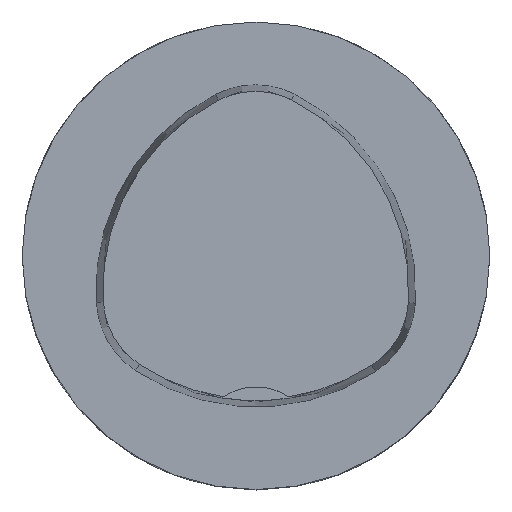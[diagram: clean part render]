
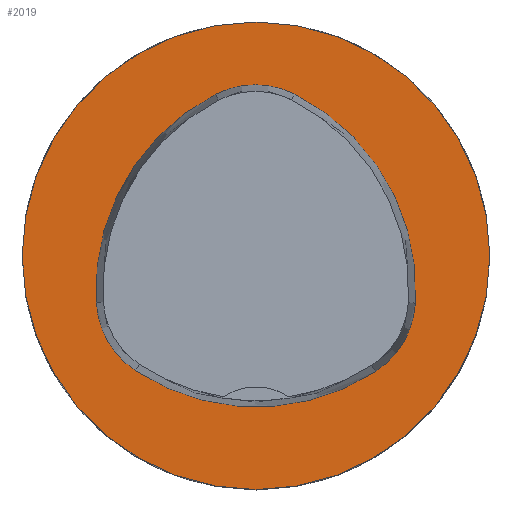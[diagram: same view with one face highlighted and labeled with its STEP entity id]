
A CAD part, top view. The second image highlights one B-rep face of the part: STEP entity #2019.
In plain terms, the highlighted planar face has unit normal (0, 0, 1).
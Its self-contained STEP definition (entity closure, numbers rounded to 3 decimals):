
#56=PLANE('',#6553);
#2019=ADVANCED_FACE('',(#2407,#2408),#56,.T.);
#2407=FACE_BOUND('',#2517,.T.);
#2408=FACE_BOUND('',#2518,.T.);
#2517=EDGE_LOOP('',(#2969,#2970,#2971,#2972,#2973,#2974));
#2518=EDGE_LOOP('',(#2975));
#2969=ORIENTED_EDGE('',*,*,#5434,.T.);
#2970=ORIENTED_EDGE('',*,*,#5414,.T.);
#2971=ORIENTED_EDGE('',*,*,#5418,.T.);
#2972=ORIENTED_EDGE('',*,*,#5421,.T.);
#2973=ORIENTED_EDGE('',*,*,#5424,.T.);
#2974=ORIENTED_EDGE('',*,*,#5432,.T.);
#2975=ORIENTED_EDGE('',*,*,#5405,.F.);
#4777=VERTEX_POINT('',#8728);
#4786=VERTEX_POINT('',#8747);
#4787=VERTEX_POINT('',#8748);
#4790=VERTEX_POINT('',#8756);
#4792=VERTEX_POINT('',#8762);
#4794=VERTEX_POINT('',#8768);
#4801=VERTEX_POINT('',#8789);
#5405=EDGE_CURVE('',#4777,#4777,#6325,.T.);
#5414=EDGE_CURVE('',#4786,#4787,#6326,.T.);
#5418=EDGE_CURVE('',#4787,#4790,#6328,.T.);
#5421=EDGE_CURVE('',#4790,#4792,#6330,.T.);
#5424=EDGE_CURVE('',#4792,#4794,#6332,.T.);
#5432=EDGE_CURVE('',#4794,#4801,#6336,.T.);
#5434=EDGE_CURVE('',#4801,#4786,#6338,.T.);
#6325=CIRCLE('',#6524,16.);
#6326=CIRCLE('',#6530,15.);
#6328=CIRCLE('',#6533,6.);
#6330=CIRCLE('',#6536,15.);
#6332=CIRCLE('',#6539,6.);
#6336=CIRCLE('',#6544,15.);
#6338=CIRCLE('',#6547,6.);
#6524=AXIS2_PLACEMENT_3D('',#8727,#7085,#7086);
#6530=AXIS2_PLACEMENT_3D('',#8746,#7101,#7102);
#6533=AXIS2_PLACEMENT_3D('',#8755,#7109,#7110);
#6536=AXIS2_PLACEMENT_3D('',#8761,#7116,#7117);
#6539=AXIS2_PLACEMENT_3D('',#8767,#7123,#7124);
#6544=AXIS2_PLACEMENT_3D('',#8790,#7135,#7136);
#6547=AXIS2_PLACEMENT_3D('',#8793,#7141,#7142);
#6553=AXIS2_PLACEMENT_3D('',#8799,#7153,#7154);
#7085=DIRECTION('',(0.,0.,-1.));
#7086=DIRECTION('',(-1.,0.,0.));
#7101=DIRECTION('',(0.,0.,-1.));
#7102=DIRECTION('',(-1.,0.,0.));
#7109=DIRECTION('',(0.,0.,-1.));
#7110=DIRECTION('',(-1.,0.,0.));
#7116=DIRECTION('',(0.,0.,-1.));
#7117=DIRECTION('',(-1.,0.,0.));
#7123=DIRECTION('',(0.,0.,-1.));
#7124=DIRECTION('',(-1.,0.,0.));
#7135=DIRECTION('',(0.,0.,-1.));
#7136=DIRECTION('',(-1.,0.,0.));
#7141=DIRECTION('',(0.,0.,-1.));
#7142=DIRECTION('',(-1.,0.,0.));
#7153=DIRECTION('',(0.,0.,1.));
#7154=DIRECTION('',(1.,0.,0.));
#8727=CARTESIAN_POINT('',(0.,0.,0.));
#8728=CARTESIAN_POINT('',(-16.,0.,0.));
#8746=CARTESIAN_POINT('',(4.048,-2.316,0.));
#8747=CARTESIAN_POINT('',(-10.926,-3.206,0.));
#8748=CARTESIAN_POINT('',(-2.774,11.043,0.));
#8755=CARTESIAN_POINT('',(-0.045,5.7,0.));
#8756=CARTESIAN_POINT('',(2.638,11.066,0.));
#8761=CARTESIAN_POINT('',(-4.07,-2.35,0.));
#8762=CARTESIAN_POINT('',(10.903,-3.249,0.));
#8767=CARTESIAN_POINT('',(4.914,-2.889,0.));
#8768=CARTESIAN_POINT('',(8.177,-7.924,0.));
#8789=CARTESIAN_POINT('',(-8.24,-7.859,0.));
#8790=CARTESIAN_POINT('',(0.019,4.663,0.));
#8793=CARTESIAN_POINT('',(-4.936,-2.85,0.));
#8799=CARTESIAN_POINT('',(0.,0.,0.));
